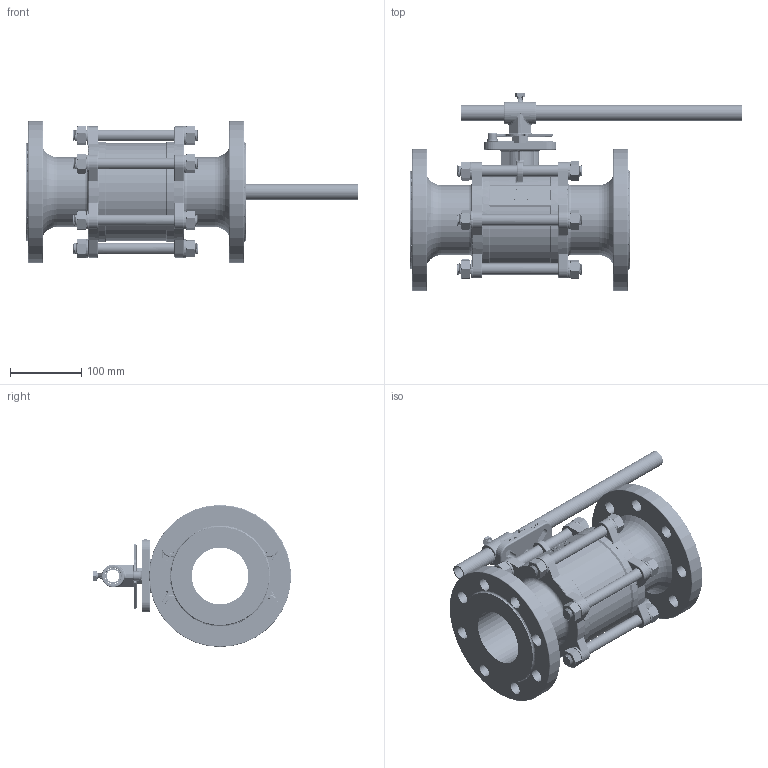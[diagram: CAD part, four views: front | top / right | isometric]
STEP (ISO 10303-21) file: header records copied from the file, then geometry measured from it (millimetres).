
FILE_DESCRIPTION (( 'STEP AP203' ), '1' );
FILE_NAME ('組合件K(法蘭蓋).STEP', '2018-02-22T10:12:52', ( '' ), ( '' ), 'SwSTEP 2.0', 'SolidWorks 2014', '' );
FILE_SCHEMA (( 'CONFIG_CONTROL_DESIGN' ));
Length unit declared in the file: millimetre
Products named in the file (25): G-B3DA540; G-34J2540; T-35K05C1; G-10C2640; T-34J07G0; T-35K06C0; G-B3EA440; G-34J1150; T-34J07C0; G-10B2640; G-34J2740; G-35K1842; D-34K75X0(PN40法蘭蓋); G-25J3060; G-35L2640; 組合件K(法蘭蓋); M-3KJ2440; G-31L1940; C-34K016-S00; M-3KJ8440; T-34J08G0; E-34J0461; G-B1EA440; T-34J08T0; F-25K03X1
Assembly tree (64 placements, depth 2):
  組合件K(法蘭蓋)
    C-34K016-S00
    E-34J0461
    F-25K03X1
    T-35K05C1  x2
    T-35K06C0  x2
    T-34J07C0
    G-35K1842  x6
    G-35L2640  x12
    G-31L1940  x12
    T-34J08G0
    T-34J08T0  x4
    G-34J2540  x5
    T-34J07G0  x2
    G-34J1150  x2
    G-34J2740
    G-25J3060
    M-3KJ2440
    M-3KJ8440
    G-B1EA440
    G-B3DA540
    G-10C2640  x2
    G-B3EA440
    G-10B2640
    D-34K75X0(PN40法蘭蓋)  x2
Bounding box: 467.5 x 279.1 x 200 mm (x, y, z)
Volume: 3228115.1 mm3; surface area: 740723.4 mm2
Topology: 64 solids, 64 shells, 2848 faces, 7187 edges, 4387 vertices
Faces by surface type: cylinder 1236, plane 647, bspline 345, torus 275, cone 207, sphere 138
Entity records: 77793 total; most frequent: CARTESIAN_POINT 40339, ORIENTED_EDGE 7584, DIRECTION 6290, EDGE_CURVE 3792, VERTEX_POINT 2391, AXIS2_PLACEMENT_3D 2335, EDGE_LOOP 1673, VECTOR 1620
